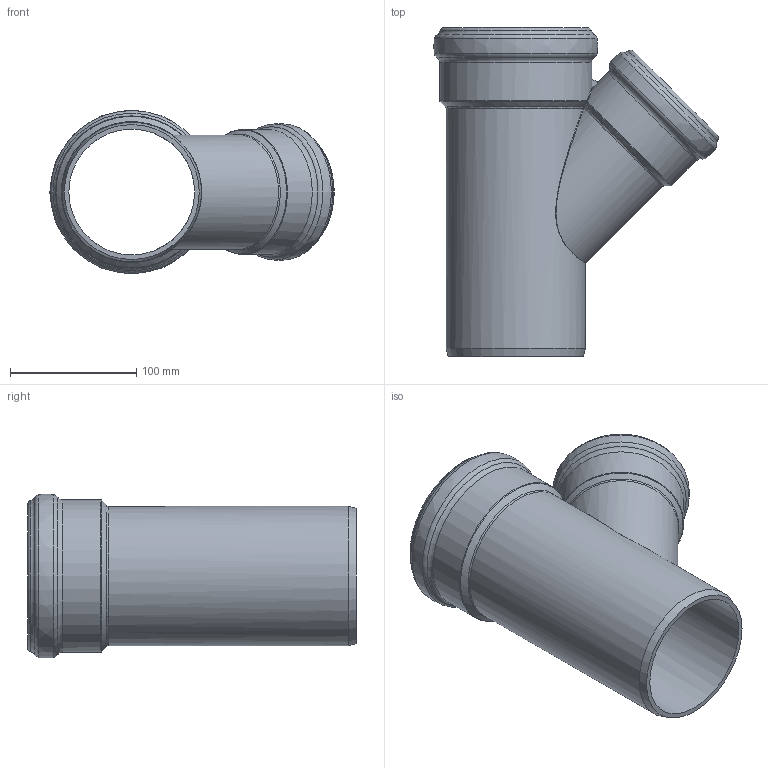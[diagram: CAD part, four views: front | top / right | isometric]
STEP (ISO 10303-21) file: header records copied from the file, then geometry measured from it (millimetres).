
FILE_DESCRIPTION(/* description */ (''),/* implementation_level */ '2;1');
FILE_NAME(/* name */ '335230 SKOLANsafeEA Abzweig DN_OD 110x90x45°.stp',/* time_stamp */ '2020-06-21T13:23:20+02:00',/* author */ ('corinna'),/* organization */ (''),/* preprocessor_version */ 'ST-DEVELOPER v18',/* originating_system */ 'Autodesk Inventor 2020',/* authorisation */ '');
FILE_SCHEMA (('AUTOMOTIVE_DESIGN { 1 0 10303 214 3 1 1 }'));
Length unit declared in the file: millimetre
Products named in the file (1): 335230 SKOLANsafeEA Abzweig DN_OD 110x90x45°
Bounding box: 225.09 x 260.2 x 129.68 mm (x, y, z)
Volume: 574040.8 mm3; surface area: 237443.7 mm2
Topology: 1 solids, 1 shells, 76 faces, 243 edges, 168 vertices
Faces by surface type: torus 28, bspline 19, cylinder 14, cone 9, plane 6
Full cylindrical faces by diameter (mm): 81.3 x1, 90.8 x1, 91.1 x2, 99 x1, 99.5 x1, 100.5 x1, 110.3 x1, 110.9 x1, 111 x1, 111.3 x1, 120.5 x1, 121.4 x1
Entity records: 3956 total; most frequent: CARTESIAN_POINT 1707, DIRECTION 495, ORIENTED_EDGE 486, EDGE_CURVE 243, AXIS2_PLACEMENT_3D 234, CIRCLE 173, VERTEX_POINT 168, EDGE_LOOP 79
